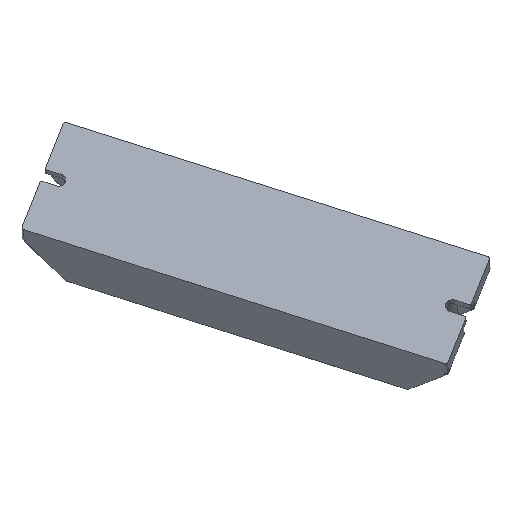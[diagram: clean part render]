
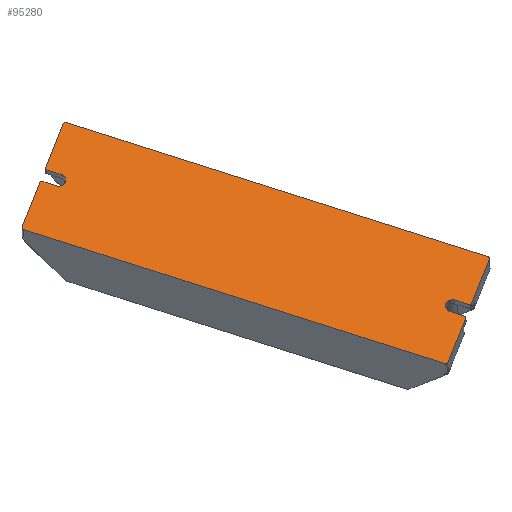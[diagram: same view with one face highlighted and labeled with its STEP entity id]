
A CAD part, top view. The second image highlights one B-rep face of the part: STEP entity #95280.
In plain terms, the highlighted face is planar.
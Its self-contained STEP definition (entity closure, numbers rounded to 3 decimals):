
#26750=CARTESIAN_POINT('',(150.325,17.95,-3.));
#26760=VERTEX_POINT('',#26750);
#26790=CARTESIAN_POINT('',(150.325,0.2,-3.));
#26800=DIRECTION('',(0.,1.,0.));
#26810=VECTOR('',#26800,1.);
#26820=LINE('',#26790,#26810);
#26830=CARTESIAN_POINT('',(150.325,0.65,-3.))
;
#26840=VERTEX_POINT('',#26830);
#26850=EDGE_CURVE('',#26840,#26760,#26820,.T.);
#27170=CARTESIAN_POINT('',(150.325,23.45,-3.));
#27180=VERTEX_POINT('',#27170);
#27210=CARTESIAN_POINT('',(149.825,23.45,-3.));
#27220=DIRECTION('',(0.,0.,1.));
#27230=DIRECTION('',(1.,0.,0.));
#27240=AXIS2_PLACEMENT_3D('',#27210,#27220,#27230);
#27250=CIRCLE('',#27240,0.5);
#27260=CARTESIAN_POINT('',(149.825,22.95,-3.));
#27270=VERTEX_POINT('',#27260);
#27280=EDGE_CURVE('',#27270,#27180,#27250,.T.);
#36600=CARTESIAN_POINT('',(149.825,17.95,-3.));
#36610=DIRECTION('',(0.,0.,-1.));
#36620=DIRECTION('',(-1.,0.,0.));
#36630=AXIS2_PLACEMENT_3D('',#36600,#36610,#36620);
#36640=CIRCLE('',#36630,0.5);
#36650=CARTESIAN_POINT('',(149.825,18.45,-3.));
#36660=VERTEX_POINT('',#36650);
#36670=EDGE_CURVE('',#36660,#26760,#36640,.T.);
#39770=CARTESIAN_POINT('',(149.825,41.35,-3.));
#39780=VERTEX_POINT('',#39770);
#39830=CARTESIAN_POINT('',(149.825,40.85,-3.));
#39840=DIRECTION('',(0.,0.,1.));
#39850=DIRECTION('',(1.,0.,0.));
#39860=AXIS2_PLACEMENT_3D('',#39830,#39840,#39850);
#39870=CIRCLE('',#39860,0.5);
#39880=CARTESIAN_POINT('',(150.325,40.85,-3.));
#39890=VERTEX_POINT('',#39880);
#39900=EDGE_CURVE('',#39890,#39780,#39870,.T.);
#40200=CARTESIAN_POINT('',(144.6,18.45,-3.));
#40210=VERTEX_POINT('',#40200);
#40240=CARTESIAN_POINT('',(150.6,18.45,-3.));
#40250=DIRECTION('',(1.,0.,0.));
#40260=VECTOR('',#40250,1.);
#40270=LINE('',#40240,#40260);
#40280=EDGE_CURVE('',#40210,#36660,#40270,.T.);
#40440=CARTESIAN_POINT('',(144.6,22.95,-3.));
#40450=VERTEX_POINT('',#40440);
#40480=CARTESIAN_POINT('',(144.6,20.7,-3.));
#40490=DIRECTION('',(0.,0.,1.));
#40500=DIRECTION('',(-1.,0.,0.));
#40510=AXIS2_PLACEMENT_3D('',#40480,#40490,#40500);
#40520=CIRCLE('',#40510,2.25);
#40530=EDGE_CURVE('',#40450,#40210,#40520,.T.);
#40640=CARTESIAN_POINT('',(150.6,22.95,-3.));
#40650=DIRECTION('',(1.,0.,0.));
#40660=VECTOR('',#40650,1.);
#40670=LINE('',#40640,#40660);
#40680=EDGE_CURVE('',#40450,#27270,#40670,.T.);
#41420=CARTESIAN_POINT('',(150.325,0.,-3.));
#41430=DIRECTION('',(0.,1.,0.));
#41440=VECTOR('',#41430,1.);
#41450=LINE('',#41420,#41440);
#41460=EDGE_CURVE('',#27180,#39890,#41450,.T.);
#94130=CARTESIAN_POINT('',(0.,0.,-3.));
#94140=DIRECTION('',(0.,0.,1.));
#94150=DIRECTION('',(1.,0.,0.));
#94160=AXIS2_PLACEMENT_3D('',#94130,#94140,#94150);
#94170=PLANE('',#94160);
#94180=CARTESIAN_POINT('',(1.2,40.55,-3.));
#94190=DIRECTION('',(0.,0.,1.));
#94200=DIRECTION('',(1.,0.,0.));
#94210=AXIS2_PLACEMENT_3D('',#94180,#94190,#94200);
#94220=CIRCLE('',#94210,0.8);
#94230=CARTESIAN_POINT('',(1.2,41.35,-3.));
#94240=VERTEX_POINT('',#94230);
#94250=CARTESIAN_POINT('',(0.4,40.55,-3.));
#94260=VERTEX_POINT('',#94250);
#94270=EDGE_CURVE('',#94240,#94260,#94220,.T.);
#94280=ORIENTED_EDGE('',*,*,#94270,.F.);
#94290=CARTESIAN_POINT('',(0.4,41.,-3.));
#94300=DIRECTION('',(0.,-1.,0.));
#94310=VECTOR('',#94300,1.);
#94320=LINE('',#94290,#94310);
#94330=CARTESIAN_POINT('',(0.4,23.25,-3.));
#94340=VERTEX_POINT('',#94330);
#94350=EDGE_CURVE('',#94260,#94340,#94320,.T.);
#94360=ORIENTED_EDGE('',*,*,#94350,.F.);
#94370=CARTESIAN_POINT('',(0.9,23.25,-3.));
#94380=DIRECTION('',(0.,0.,-1.));
#94390=DIRECTION('',(-1.,0.,0.));
#94400=AXIS2_PLACEMENT_3D('',#94370,#94380,#94390);
#94410=CIRCLE('',#94400,0.5);
#94420=CARTESIAN_POINT('',(0.9,22.75,-3.));
#94430=VERTEX_POINT('',#94420);
#94440=EDGE_CURVE('',#94430,#94340,#94410,.T.);
#94450=ORIENTED_EDGE('',*,*,#94440,.T.);
#94460=CARTESIAN_POINT('',(0.,22.75,-3.));
#94470=DIRECTION('',(-1.,0.,0.));
#94480=VECTOR('',#94470,1.);
#94490=LINE('',#94460,#94480);
#94500=CARTESIAN_POINT('',(6.,22.75,-3.));
#94510=VERTEX_POINT('',#94500);
#94520=EDGE_CURVE('',#94510,#94430,#94490,.T.);
#94530=ORIENTED_EDGE('',*,*,#94520,.T.);
#94540=CARTESIAN_POINT('',(6.,20.5,-3.));
#94550=DIRECTION('',(0.,0.,1.));
#94560=DIRECTION('',(1.,0.,0.));
#94570=AXIS2_PLACEMENT_3D('',#94540,#94550,#94560);
#94580=CIRCLE('',#94570,2.25);
#94590=CARTESIAN_POINT('',(6.,18.25,-3.));
#94600=VERTEX_POINT('',#94590);
#94610=EDGE_CURVE('',#94600,#94510,#94580,.T.);
#94620=ORIENTED_EDGE('',*,*,#94610,.T.);
#94630=CARTESIAN_POINT('',(0.,18.25,-3.));
#94640=DIRECTION('',(-1.,0.,0.));
#94650=VECTOR('',#94640,1.);
#94660=LINE('',#94630,#94650);
#94670=CARTESIAN_POINT('',(0.9,18.25,-3.));
#94680=VERTEX_POINT('',#94670);
#94690=EDGE_CURVE('',#94600,#94680,#94660,.T.);
#94700=ORIENTED_EDGE('',*,*,#94690,.F.);
#94710=CARTESIAN_POINT('',(0.9,17.75,-3.));
#94720=DIRECTION('',(0.,0.,1.));
#94730=DIRECTION('',(1.,0.,0.));
#94740=AXIS2_PLACEMENT_3D('',#94710,#94720,#94730);
#94750=CIRCLE('',#94740,0.5);
#94760=CARTESIAN_POINT('',(0.4,17.75,-3.));
#94770=VERTEX_POINT('',#94760);
#94780=EDGE_CURVE('',#94680,#94770,#94750,.T.);
#94790=ORIENTED_EDGE('',*,*,#94780,.F.);
#94800=CARTESIAN_POINT('',(0.4,41.,-3.));
#94810=DIRECTION('',(0.,-1.,0.));
#94820=VECTOR('',#94810,1.);
#94830=LINE('',#94800,#94820);
#94840=CARTESIAN_POINT('',(0.4,0.65,-3.));
#94850=VERTEX_POINT('',#94840);
#94860=EDGE_CURVE('',#94770,#94850,#94830,.T.);
#94870=ORIENTED_EDGE('',*,*,#94860,.F.);
#94880=CARTESIAN_POINT('',(1.2,0.65,-3.));
#94890=DIRECTION('',(0.,0.,-1.));
#94900=DIRECTION('',(-1.,0.,0.));
#94910=AXIS2_PLACEMENT_3D('',#94880,#94890,#94900);
#94920=CIRCLE('',#94910,0.8);
#94930=CARTESIAN_POINT('',(1.2,-0.15,-3.));
#94940=VERTEX_POINT('',#94930);
#94950=EDGE_CURVE('',#94940,#94850,#94920,.T.);
#94960=ORIENTED_EDGE('',*,*,#94950,.T.);
#94970=CARTESIAN_POINT('',(0.,-0.15,-3.));
#94980=DIRECTION('',(1.,0.,0.));
#94990=VECTOR('',#94980,1.);
#95000=LINE('',#94970,#94990);
#95010=CARTESIAN_POINT('',(149.525,-0.15,-3.)
);
#95020=VERTEX_POINT('',#95010);
#95030=EDGE_CURVE('',#94940,#95020,#95000,.T.);
#95040=ORIENTED_EDGE('',*,*,#95030,.F.);
#95050=CARTESIAN_POINT('',(149.525,0.65,-3.))
;
#95060=DIRECTION('',(0.,0.,1.));
#95070=DIRECTION('',(1.,0.,0.));
#95080=AXIS2_PLACEMENT_3D('',#95050,#95060,#95070);
#95090=CIRCLE('',#95080,0.8);
#95100=EDGE_CURVE('',#95020,#26840,#95090,.T.);
#95110=ORIENTED_EDGE('',*,*,#95100,.F.);
#95120=ORIENTED_EDGE('',*,*,#26850,.F.);
#95130=ORIENTED_EDGE('',*,*,#36670,.T.);
#95140=ORIENTED_EDGE('',*,*,#40280,.T.);
#95150=ORIENTED_EDGE('',*,*,#40530,.T.);
#95160=ORIENTED_EDGE('',*,*,#40680,.F.);
#95170=ORIENTED_EDGE('',*,*,#27280,.F.);
#95180=ORIENTED_EDGE('',*,*,#41460,.F.);
#95190=ORIENTED_EDGE('',*,*,#39900,.F.);
#95200=CARTESIAN_POINT('',(0.,41.35,-3.));
#95210=DIRECTION('',(-1.,0.,0.));
#95220=VECTOR('',#95210,1.);
#95230=LINE('',#95200,#95220);
#95240=EDGE_CURVE('',#39780,#94240,#95230,.T.);
#95250=ORIENTED_EDGE('',*,*,#95240,.F.);
#95260=EDGE_LOOP('',(#95250,#95190,#95180,#95170,#95160,#95150,#95140,
#95130,#95120,#95110,#95040,#94960,#94870,#94790,#94700,#94620,#94530,
#94450,#94360,#94280));
#95270=FACE_OUTER_BOUND('',#95260,.T.);
#95280=ADVANCED_FACE('',(#95270),#94170,.F.);
